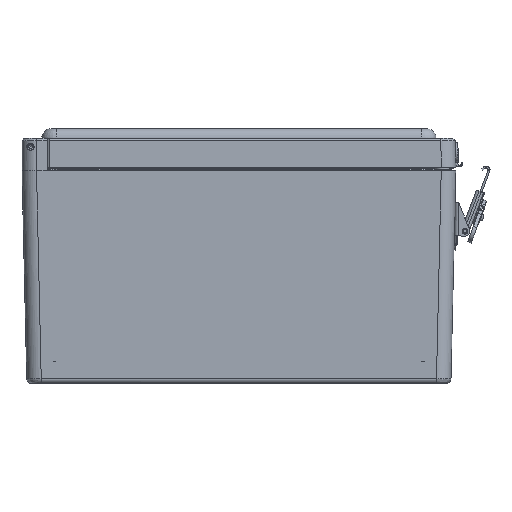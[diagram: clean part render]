
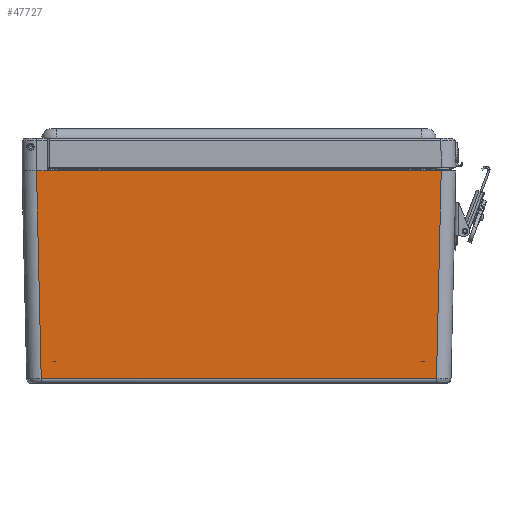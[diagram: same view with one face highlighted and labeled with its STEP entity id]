
A CAD part, front view. The second image highlights one B-rep face of the part: STEP entity #47727.
In plain terms, the highlighted planar face has unit normal (0, -1, -0.023).
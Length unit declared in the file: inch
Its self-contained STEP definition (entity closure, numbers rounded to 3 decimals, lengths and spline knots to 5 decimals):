
#807 = ORIENTED_EDGE ( 'NONE', *, *, #40470, .F. ) ;
#1156 = VERTEX_POINT ( 'NONE', #45140 ) ;
#2344 = EDGE_CURVE ( 'NONE', #50650, #57328, #16828, .T. ) ;
#3753 = CARTESIAN_POINT ( 'NONE',  ( -5.23428, -6.60919, 5.5 ) ) ;
#4516 = VERTEX_POINT ( 'NONE', #61534 ) ;
#5289 = EDGE_CURVE ( 'NONE', #53292, #1156, #59564, .T. ) ;
#6532 = CARTESIAN_POINT ( 'NONE',  ( 5.10633, -6.48123, -0.1385 ) ) ;
#7091 = CARTESIAN_POINT ( 'NONE',  ( -5.23419, -6.23419, 5.5 ) ) ;
#13661 = ORIENTED_EDGE ( 'NONE', *, *, #55668, .T. ) ;
#14684 = LINE ( 'NONE', #54534, #37300 ) ;
#15044 = PLANE ( 'NONE',  #42067 ) ;
#15469 = CARTESIAN_POINT ( 'NONE',  ( 5.48438, -6.48438, 0. ) ) ;
#16828 = LINE ( 'NONE', #6532, #57409 ) ;
#17032 = ORIENTED_EDGE ( 'NONE', *, *, #17601, .T. ) ;
#17601 = EDGE_CURVE ( 'NONE', #57264, #4516, #42191, .T. ) ;
#18059 = ORIENTED_EDGE ( 'NONE', *, *, #2344, .F. ) ;
#18845 = CIRCLE ( 'NONE', #51999, 0.375 ) ;
#19976 = EDGE_LOOP ( 'NONE', ( #807, #28347, #22892, #18059, #13661, #17032 ) ) ;
#20681 = CARTESIAN_POINT ( 'NONE',  ( 5.48438, -6.60919, 5.5 ) ) ;
#22892 = ORIENTED_EDGE ( 'NONE', *, *, #44650, .F. ) ;
#26868 = CARTESIAN_POINT ( 'NONE',  ( 5.11224, -6.48715, 0.12216 ) ) ;
#28347 = ORIENTED_EDGE ( 'NONE', *, *, #5289, .T. ) ;
#31879 = CARTESIAN_POINT ( 'NONE',  ( -4.95294, -6.60919, 5.5 ) ) ;
#35759 = DIRECTION ( 'NONE',  ( -0.023, 0.023, -0.999 ) ) ;
#36983 = DIRECTION ( 'NONE',  ( -1., 0., 0. ) ) ;
#37300 = VECTOR ( 'NONE', #60402, 39.37008 ) ;
#38491 = LINE ( 'NONE', #57290, #58788 ) ;
#39454 = DIRECTION ( 'NONE',  ( 0., -0.023, 1. ) ) ;
#40470 = EDGE_CURVE ( 'NONE', #53292, #4516, #18845, .T. ) ;
#42067 = AXIS2_PLACEMENT_3D ( 'NONE', #15469, #49931, #39454 ) ;
#42183 = DIRECTION ( 'NONE',  ( 0., 1., 0. ) ) ;
#42191 = LINE ( 'NONE', #20681, #59413 ) ;
#44066 = DIRECTION ( 'NONE',  ( 0.023, 0.023, -0.999 ) ) ;
#44650 = EDGE_CURVE ( 'NONE', #57328, #1156, #38491, .T. ) ;
#45140 = CARTESIAN_POINT ( 'NONE',  ( -5.11224, -6.48715, 0.12216 ) ) ;
#47727 = ADVANCED_FACE ( 'NONE', ( #59252 ), #15044, .T. ) ;
#49931 = DIRECTION ( 'NONE',  ( 0., -1., -0.023 ) ) ;
#50650 = VERTEX_POINT ( 'NONE', #58845 ) ;
#51999 = AXIS2_PLACEMENT_3D ( 'NONE', #7091, #61221, #42183 ) ;
#53292 = VERTEX_POINT ( 'NONE', #54111 ) ;
#54111 = CARTESIAN_POINT ( 'NONE',  ( -5.23428, -6.60919, 5.5 ) ) ;
#54534 = CARTESIAN_POINT ( 'NONE',  ( 5.48438, -6.60919, 5.5 ) ) ;
#55668 = EDGE_CURVE ( 'NONE', #50650, #57264, #14684, .T. ) ;
#56296 = DIRECTION ( 'NONE',  ( -1., 0., 0. ) ) ;
#57264 = VERTEX_POINT ( 'NONE', #31879 ) ;
#57290 = CARTESIAN_POINT ( 'NONE',  ( 2.74219, -6.48715, 0.12216 ) ) ;
#57328 = VERTEX_POINT ( 'NONE', #26868 ) ;
#57409 = VECTOR ( 'NONE', #35759, 39.37008 ) ;
#58004 = VECTOR ( 'NONE', #44066, 39.37008 ) ;
#58788 = VECTOR ( 'NONE', #36983, 39.37008 ) ;
#58845 = CARTESIAN_POINT ( 'NONE',  ( 5.23428, -6.60919, 5.5 ) ) ;
#59252 = FACE_OUTER_BOUND ( 'NONE', #19976, .T. ) ;
#59413 = VECTOR ( 'NONE', #56296, 39.37008 ) ;
#59564 = LINE ( 'NONE', #3753, #58004 ) ;
#60402 = DIRECTION ( 'NONE',  ( -1., 0., 0. ) ) ;
#61221 = DIRECTION ( 'NONE',  ( 0., 0., 1. ) ) ;
#61534 = CARTESIAN_POINT ( 'NONE',  ( -5.23419, -6.60919, 5.5 ) ) ;
